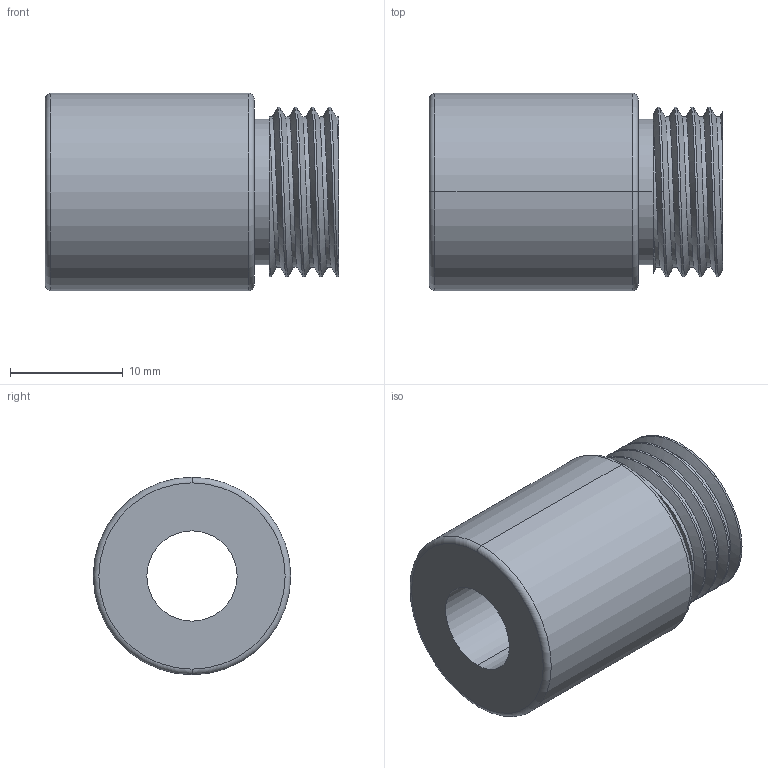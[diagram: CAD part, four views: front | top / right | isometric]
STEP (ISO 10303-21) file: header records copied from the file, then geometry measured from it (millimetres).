
FILE_DESCRIPTION (( 'STEP AP214' ), '1' );
FILE_NAME ('RSKR 082.5.step', '2020-09-08T13:44:08', ( '' ), ( '' ), 'SwSTEP 2.0', 'SolidWorks 2020', '' );
FILE_SCHEMA (( 'AUTOMOTIVE_DESIGN' ));
Length unit declared in the file: millimetre
Products named in the file (1): RSKR 082.5
Bounding box: 26 x 17.5 x 17.5 mm (x, y, z)
Volume: 4274.7 mm3; surface area: 2576.9 mm2
Topology: 1 solids, 1 shells, 28 faces, 67 edges, 43 vertices
Faces by surface type: cylinder 16, plane 5, torus 4, bspline 3
Entity records: 1990 total; most frequent: CARTESIAN_POINT 1361, ORIENTED_EDGE 134, DIRECTION 116, EDGE_CURVE 67, AXIS2_PLACEMENT_3D 49, VERTEX_POINT 43, EDGE_LOOP 32, ADVANCED_FACE 28
